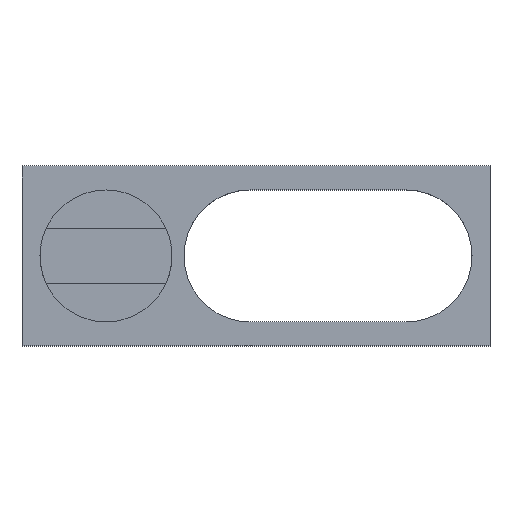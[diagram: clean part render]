
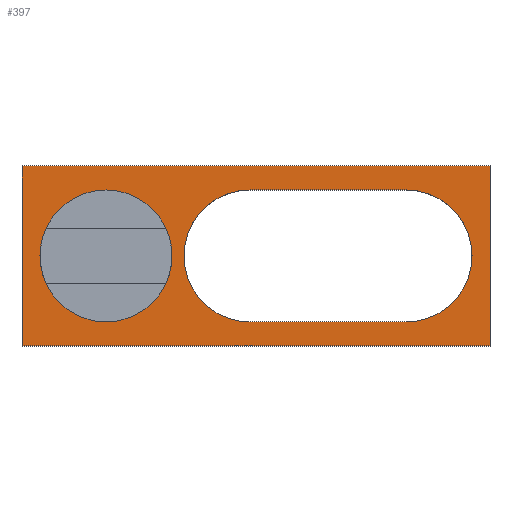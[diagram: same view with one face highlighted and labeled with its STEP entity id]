
A CAD part, top view. The second image highlights one B-rep face of the part: STEP entity #397.
In plain terms, the highlighted planar face has unit normal (0, 0, 1).
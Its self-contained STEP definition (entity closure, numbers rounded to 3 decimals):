
#301=EDGE_CURVE('',#595,#529,#853,.T.);
#315=VERTEX_POINT('',#868);
#327=EDGE_CURVE('',#609,#677,#880,.T.);
#329=VERTEX_POINT('',#882);
#337=VERTEX_POINT('',#891);
#341=VERTEX_POINT('',#895);
#347=VERTEX_POINT('',#902);
#357=EDGE_CURVE('',#337,#393,#912,.T.);
#369=VERTEX_POINT('',#924);
#377=EDGE_CURVE('',#513,#341,#934,.T.);
#385=EDGE_CURVE('',#315,#609,#943,.T.);
#387=EDGE_CURVE('',#337,#433,#945,.T.);
#393=VERTEX_POINT('',#951);
#395=EDGE_CURVE('',#677,#755,#953,.T.);
#397=ADVANCED_FACE('',(#955,#956,#957,#958,#959),#960,.F.);
#411=EDGE_CURVE('',#347,#393,#977,.T.);
#433=VERTEX_POINT('',#1001);
#439=EDGE_CURVE('',#755,#561,#1007,.T.);
#479=EDGE_CURVE('',#571,#811,#1054,.T.);
#513=VERTEX_POINT('',#1092);
#527=EDGE_CURVE('',#529,#369,#1107,.T.);
#529=VERTEX_POINT('',#1109);
#537=EDGE_CURVE('',#567,#595,#1118,.T.);
#561=VERTEX_POINT('',#1146);
#567=VERTEX_POINT('',#1153);
#571=VERTEX_POINT('',#1157);
#587=EDGE_CURVE('',#347,#433,#1175,.T.);
#595=VERTEX_POINT('',#1184);
#609=VERTEX_POINT('',#1198);
#657=EDGE_CURVE('',#571,#811,#1248,.T.);
#677=VERTEX_POINT('',#1269);
#719=EDGE_CURVE('',#329,#315,#1316,.T.);
#733=EDGE_CURVE('',#369,#567,#1331,.T.);
#755=VERTEX_POINT('',#1355);
#773=EDGE_CURVE('',#561,#329,#1377,.T.);
#799=EDGE_CURVE('',#513,#341,#1404,.T.);
#811=VERTEX_POINT('',#1416);
#853=LINE('',#1454,#1455);
#868=CARTESIAN_POINT('',(13.0,0.,12.0));
#880=LINE('',#1494,#1495);
#882=CARTESIAN_POINT('',(24.0,-11.0,12.0));
#891=CARTESIAN_POINT('',(10.394,-3.6,12.0));
#895=CARTESIAN_POINT('',(9.992,4.6,12.0));
#902=CARTESIAN_POINT('',(-10.394,3.6,12.0));
#912=CIRCLE('',#1540,11.);
#924=CARTESIAN_POINT('',(-14.0,15.0,12.0));
#934=LINE('',#1574,#1575);
#943=CIRCLE('',#1587,11.0);
#945=LINE('',#1590,#1591);
#951=CARTESIAN_POINT('',(10.394,3.6,12.0));
#953=CIRCLE('',#1604,11.0);
#955=FACE_BOUND('',#1606,.T.);
#956=FACE_BOUND('',#1607,.T.);
#957=FACE_BOUND('',#1608,.T.);
#958=FACE_OUTER_BOUND('',#1609,.T.);
#959=FACE_BOUND('',#1610,.T.);
#960=PLANE('',#1611);
#977=LINE('',#1634,#1635);
#1001=CARTESIAN_POINT('',(-10.394,-3.6,12.0));
#1007=CIRCLE('',#1680,11.0);
#1054=LINE('',#1743,#1744);
#1092=CARTESIAN_POINT('',(-9.992,4.6,12.0));
#1107=LINE('',#1816,#1817);
#1109=CARTESIAN_POINT('',(-14.0,-15.0,12.0));
#1118=LINE('',#1831,#1832);
#1146=CARTESIAN_POINT('',(50.0,-11.0,12.0));
#1153=CARTESIAN_POINT('',(64.0,15.0,12.0));
#1157=CARTESIAN_POINT('',(9.992,-4.6,12.0));
#1175=CIRCLE('',#1902,11.);
#1184=CARTESIAN_POINT('',(64.0,-15.0,12.0));
#1198=CARTESIAN_POINT('',(24.0,11.0,12.0));
#1248=CIRCLE('',#2005,11.0);
#1269=CARTESIAN_POINT('',(50.0,11.0,12.0));
#1316=CIRCLE('',#2096,11.0);
#1331=LINE('',#2115,#2116);
#1355=CARTESIAN_POINT('',(61.0,0.,12.0));
#1377=LINE('',#2172,#2173);
#1404=CIRCLE('',#2207,11.0);
#1416=CARTESIAN_POINT('',(-9.992,-4.6,12.0));
#1454=CARTESIAN_POINT('',(-14.0,-15.0,12.0));
#1455=VECTOR('',#2258,1.0);
#1494=CARTESIAN_POINT('',(24.5,11.0,12.0));
#1495=VECTOR('',#2279,1.0);
#1540=AXIS2_PLACEMENT_3D('',#2305,#2306,#2307);
#1574=CARTESIAN_POINT('',(-4.996,4.6,12.0));
#1575=VECTOR('',#2333,1.0);
#1587=AXIS2_PLACEMENT_3D('',#2363,#2364,#2365);
#1590=CARTESIAN_POINT('',(0.,-3.6,12.0));
#1591=VECTOR('',#2366,1.0);
#1604=AXIS2_PLACEMENT_3D('',#2369,#2370,#2371);
#1606=EDGE_LOOP('',(#2373,#2374,#2375,#2376));
#1607=EDGE_LOOP('',(#2377,#2378));
#1608=EDGE_LOOP('',(#2379,#2380,#2381,#2382,#2383,#2384));
#1609=EDGE_LOOP('',(#2385,#2386,#2387,#2388));
#1610=EDGE_LOOP('',(#2389,#2390));
#1611=AXIS2_PLACEMENT_3D('',#2391,#2392,#2393);
#1634=CARTESIAN_POINT('',(0.,3.6,12.0));
#1635=VECTOR('',#2423,1.0);
#1680=AXIS2_PLACEMENT_3D('',#2457,#2458,#2459);
#1743=CARTESIAN_POINT('',(4.996,-4.6,12.0));
#1744=VECTOR('',#2524,1.0);
#1816=CARTESIAN_POINT('',(-14.0,15.0,12.0));
#1817=VECTOR('',#2580,1.0);
#1831=CARTESIAN_POINT('',(64.0,-15.0,12.0));
#1832=VECTOR('',#2590,1.0);
#1902=AXIS2_PLACEMENT_3D('',#2679,#2680,#2681);
#2005=AXIS2_PLACEMENT_3D('',#2748,#2749,#2750);
#2096=AXIS2_PLACEMENT_3D('',#2826,#2827,#2828);
#2115=CARTESIAN_POINT('',(64.0,15.0,12.0));
#2116=VECTOR('',#2841,1.0);
#2172=CARTESIAN_POINT('',(37.5,-11.0,12.0));
#2173=VECTOR('',#2887,1.0);
#2207=AXIS2_PLACEMENT_3D('',#2904,#2905,#2906);
#2258=DIRECTION('',(-1.0,0.0,0.0));
#2279=DIRECTION('',(1.0,0.0,0.0));
#2305=CARTESIAN_POINT('',(0.,0.,12.0));
#2306=DIRECTION('',(0.0,0.0,1.0));
#2307=DIRECTION('',(-0.908,0.418,0.0));
#2333=DIRECTION('',(1.0,0.0,0.));
#2363=CARTESIAN_POINT('',(24.0,0.,12.0));
#2364=DIRECTION('',(-0.0,0.0,-1.0));
#2365=DIRECTION('',(-1.0,0.,0.0));
#2366=DIRECTION('',(-1.0,0.,0.));
#2369=CARTESIAN_POINT('',(50.0,0.,12.0));
#2370=DIRECTION('',(0.0,0.0,-1.0));
#2371=DIRECTION('',(1.0,0.,0.0));
#2373=ORIENTED_EDGE('',*,*,#387,.T.);
#2374=ORIENTED_EDGE('',*,*,#587,.F.);
#2375=ORIENTED_EDGE('',*,*,#411,.T.);
#2376=ORIENTED_EDGE('',*,*,#357,.F.);
#2377=ORIENTED_EDGE('',*,*,#377,.F.);
#2378=ORIENTED_EDGE('',*,*,#799,.T.);
#2379=ORIENTED_EDGE('',*,*,#773,.T.);
#2380=ORIENTED_EDGE('',*,*,#719,.T.);
#2381=ORIENTED_EDGE('',*,*,#385,.T.);
#2382=ORIENTED_EDGE('',*,*,#327,.T.);
#2383=ORIENTED_EDGE('',*,*,#395,.T.);
#2384=ORIENTED_EDGE('',*,*,#439,.T.);
#2385=ORIENTED_EDGE('',*,*,#301,.F.);
#2386=ORIENTED_EDGE('',*,*,#537,.F.);
#2387=ORIENTED_EDGE('',*,*,#733,.F.);
#2388=ORIENTED_EDGE('',*,*,#527,.F.);
#2389=ORIENTED_EDGE('',*,*,#657,.T.);
#2390=ORIENTED_EDGE('',*,*,#479,.F.);
#2391=CARTESIAN_POINT('',(0.,-3.6,12.0));
#2392=DIRECTION('',(0.,0.0,-1.0));
#2393=DIRECTION('',(-1.0,0.,0.));
#2423=DIRECTION('',(1.0,0.,0.));
#2457=CARTESIAN_POINT('',(50.0,0.,12.0));
#2458=DIRECTION('',(0.0,0.0,-1.0));
#2459=DIRECTION('',(1.0,0.,0.0));
#2524=DIRECTION('',(-1.0,0.0,0.));
#2580=DIRECTION('',(0.0,1.0,0.0));
#2590=DIRECTION('',(0.0,-1.0,0.0));
#2679=CARTESIAN_POINT('',(0.,0.,12.0));
#2680=DIRECTION('',(0.0,0.0,1.0));
#2681=DIRECTION('',(-0.908,0.418,0.0));
#2748=CARTESIAN_POINT('',(0.0,0.,12.0));
#2749=DIRECTION('',(0.0,0.0,-1.0));
#2750=DIRECTION('',(1.0,0.,0.0));
#2826=CARTESIAN_POINT('',(24.0,0.,12.0));
#2827=DIRECTION('',(-0.0,0.0,-1.0));
#2828=DIRECTION('',(-1.0,0.,0.0));
#2841=DIRECTION('',(1.0,0.0,0.0));
#2887=DIRECTION('',(-1.0,0.0,0.0));
#2904=CARTESIAN_POINT('',(0.0,0.,12.0));
#2905=DIRECTION('',(0.0,0.0,-1.0));
#2906=DIRECTION('',(1.0,0.,0.0));
